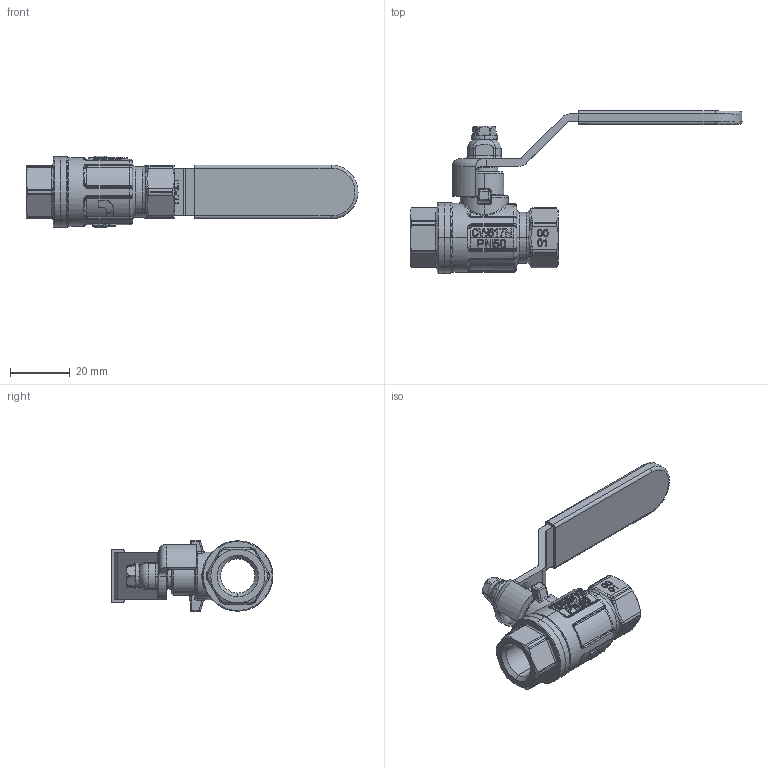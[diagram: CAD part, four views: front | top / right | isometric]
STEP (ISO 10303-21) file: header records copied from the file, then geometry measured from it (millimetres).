
FILE_DESCRIPTION (( 'STEP AP203' ), '1' );
FILE_NAME ('376B014.step', '2019-03-06T10:22:41', ( '' ), ( '' ), 'SwSTEP 2.0', 'SolidWorks 2018', '' );
FILE_SCHEMA (( 'CONFIG_CONTROL_DESIGN' ));
Products named in the file (1): 376B014
Bounding box: 110.8 x 54.05 x 24 mm (x, y, z)
Surface area: 12520.3 mm2 (no closed solid volume)
Topology: 0 solids, 8 shells, 1058 faces, 3146 edges, 2083 vertices
Faces by surface type: plane 419, bspline 291, cylinder 203, torus 95, cone 35, sphere 15
Entity records: 48239 total; most frequent: CARTESIAN_POINT 22472, ORIENTED_EDGE 5637, DIRECTION 4462, EDGE_CURVE 3135, VERTEX_POINT 2083, LINE 1596, VECTOR 1596, AXIS2_PLACEMENT_3D 1433
